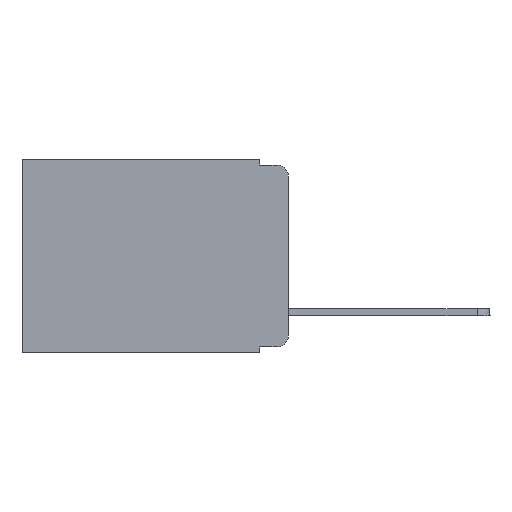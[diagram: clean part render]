
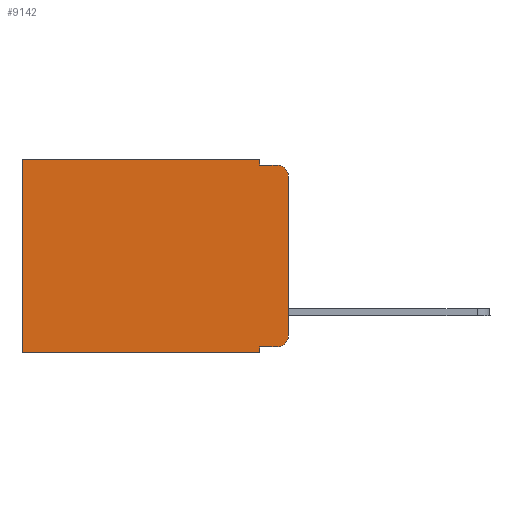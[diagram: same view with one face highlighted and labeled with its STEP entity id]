
A CAD part, left-side view. The second image highlights one B-rep face of the part: STEP entity #9142.
In plain terms, the highlighted planar face has unit normal (-1, 0, 0).
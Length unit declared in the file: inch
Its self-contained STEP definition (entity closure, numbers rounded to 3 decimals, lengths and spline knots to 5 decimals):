
#373 = CARTESIAN_POINT ( 'NONE',  ( 0.298, 0.051, -0.333 ) ) ;
#417 = LINE ( 'NONE', #9930, #8089 ) ;
#798 = CARTESIAN_POINT ( 'NONE',  ( 0.298, 0.473, 0. ) ) ;
#1016 = VERTEX_POINT ( 'NONE', #8205 ) ;
#1557 = CARTESIAN_POINT ( 'NONE',  ( 0.298, 0., -0.343 ) ) ;
#1567 = DIRECTION ( 'NONE',  ( 0., 0., -1. ) ) ;
#1660 = CARTESIAN_POINT ( 'NONE',  ( 0.298, 0.051, 0. ) ) ;
#1705 = AXIS2_PLACEMENT_3D ( 'NONE', #9392, #8549, #2776 ) ;
#1786 = EDGE_LOOP ( 'NONE', ( #6483, #6911, #3077, #5636, #8450, #4639, #7383, #7577, #9602, #4551 ) ) ;
#1821 = CARTESIAN_POINT ( 'NONE',  ( 0.298, 0.02, -0.01 ) ) ;
#1856 = CARTESIAN_POINT ( 'NONE',  ( 0.298, 0.473, 0. ) ) ;
#1886 = CIRCLE ( 'NONE', #6588, 0.02 ) ;
#2150 = VECTOR ( 'NONE', #4927, 39.37008 ) ;
#2240 = EDGE_CURVE ( 'NONE', #9728, #3131, #1886, .T. ) ;
#2421 = EDGE_CURVE ( 'NONE', #8530, #3131, #6040, .T. ) ;
#2579 = CARTESIAN_POINT ( 'NONE',  ( 0.298, 0., -0.313 ) ) ;
#2760 = CARTESIAN_POINT ( 'NONE',  ( 0.298, 0., 0. ) ) ;
#2776 = DIRECTION ( 'NONE',  ( 0., 0., -1. ) ) ;
#2777 = CARTESIAN_POINT ( 'NONE',  ( 0.298, 0.051, -0.343 ) ) ;
#3077 = ORIENTED_EDGE ( 'NONE', *, *, #6148, .F. ) ;
#3089 = VECTOR ( 'NONE', #6904, 39.37008 ) ;
#3131 = VERTEX_POINT ( 'NONE', #2579 ) ;
#3386 = DIRECTION ( 'NONE',  ( 0., -1., 0. ) ) ;
#3435 = VECTOR ( 'NONE', #7063, 39.37008 ) ;
#3657 = VECTOR ( 'NONE', #6260, 39.37008 ) ;
#4324 = EDGE_CURVE ( 'NONE', #1016, #9728, #5522, .T. ) ;
#4551 = ORIENTED_EDGE ( 'NONE', *, *, #2240, .T. ) ;
#4639 = ORIENTED_EDGE ( 'NONE', *, *, #8524, .T. ) ;
#4735 = AXIS2_PLACEMENT_3D ( 'NONE', #9040, #10555, #1567 ) ;
#4772 = EDGE_CURVE ( 'NONE', #8530, #7458, #5770, .T. ) ;
#4855 = CARTESIAN_POINT ( 'NONE',  ( 0.298, 0., -0.03 ) ) ;
#4888 = CARTESIAN_POINT ( 'NONE',  ( 0.298, 0.051, 0. ) ) ;
#4927 = DIRECTION ( 'NONE',  ( 0., 0., -1. ) ) ;
#5451 = DIRECTION ( 'NONE',  ( 0., 0., -1. ) ) ;
#5486 = LINE ( 'NONE', #9586, #3657 ) ;
#5522 = LINE ( 'NONE', #373, #3435 ) ;
#5558 = VERTEX_POINT ( 'NONE', #2777 ) ;
#5636 = ORIENTED_EDGE ( 'NONE', *, *, #7883, .F. ) ;
#5660 = EDGE_CURVE ( 'NONE', #10270, #9795, #5486, .T. ) ;
#5770 = CIRCLE ( 'NONE', #4735, 0.02 ) ;
#6040 = LINE ( 'NONE', #2760, #6833 ) ;
#6124 = CARTESIAN_POINT ( 'NONE',  ( 0.298, 0.051, 0. ) ) ;
#6148 = EDGE_CURVE ( 'NONE', #9283, #7458, #417, .T. ) ;
#6260 = DIRECTION ( 'NONE',  ( 0., 1., 0. ) ) ;
#6483 = ORIENTED_EDGE ( 'NONE', *, *, #2421, .F. ) ;
#6588 = AXIS2_PLACEMENT_3D ( 'NONE', #7918, #7211, #5451 ) ;
#6833 = VECTOR ( 'NONE', #8566, 39.37008 ) ;
#6846 = LINE ( 'NONE', #1660, #9431 ) ;
#6904 = DIRECTION ( 'NONE',  ( 0., 0., -1. ) ) ;
#6911 = ORIENTED_EDGE ( 'NONE', *, *, #4772, .T. ) ;
#7063 = DIRECTION ( 'NONE',  ( 0., -1., 0. ) ) ;
#7211 = DIRECTION ( 'NONE',  ( -1., 0., 0. ) ) ;
#7383 = ORIENTED_EDGE ( 'NONE', *, *, #9559, .F. ) ;
#7427 = DIRECTION ( 'NONE',  ( 0., 0., -1. ) ) ;
#7458 = VERTEX_POINT ( 'NONE', #1821 ) ;
#7464 = DIRECTION ( 'NONE',  ( 0., 1., 0. ) ) ;
#7577 = ORIENTED_EDGE ( 'NONE', *, *, #10622, .F. ) ;
#7581 = VECTOR ( 'NONE', #7464, 39.37008 ) ;
#7654 = PLANE ( 'NONE',  #1705 ) ;
#7708 = LINE ( 'NONE', #1557, #7581 ) ;
#7823 = CARTESIAN_POINT ( 'NONE',  ( 0.298, 0.051, -0.01 ) ) ;
#7883 = EDGE_CURVE ( 'NONE', #10270, #9283, #6846, .T. ) ;
#7918 = CARTESIAN_POINT ( 'NONE',  ( 0.298, 0.02, -0.313 ) ) ;
#8089 = VECTOR ( 'NONE', #3386, 39.37008 ) ;
#8205 = CARTESIAN_POINT ( 'NONE',  ( 0.298, 0.051, -0.333 ) ) ;
#8271 = LINE ( 'NONE', #798, #2150 ) ;
#8450 = ORIENTED_EDGE ( 'NONE', *, *, #5660, .T. ) ;
#8524 = EDGE_CURVE ( 'NONE', #9795, #10035, #8271, .T. ) ;
#8530 = VERTEX_POINT ( 'NONE', #4855 ) ;
#8549 = DIRECTION ( 'NONE',  ( 1., 0., 0. ) ) ;
#8566 = DIRECTION ( 'NONE',  ( 0., 0., -1. ) ) ;
#9040 = CARTESIAN_POINT ( 'NONE',  ( 0.298, 0.02, -0.03 ) ) ;
#9132 = CARTESIAN_POINT ( 'NONE',  ( 0.298, 0.02, -0.333 ) ) ;
#9142 = ADVANCED_FACE ( 'NONE', ( #9680 ), #7654, .F. ) ;
#9283 = VERTEX_POINT ( 'NONE', #7823 ) ;
#9392 = CARTESIAN_POINT ( 'NONE',  ( 0.298, 0., 0. ) ) ;
#9431 = VECTOR ( 'NONE', #7427, 39.37008 ) ;
#9559 = EDGE_CURVE ( 'NONE', #5558, #10035, #7708, .T. ) ;
#9586 = CARTESIAN_POINT ( 'NONE',  ( 0.298, 0., 0. ) ) ;
#9602 = ORIENTED_EDGE ( 'NONE', *, *, #4324, .T. ) ;
#9680 = FACE_OUTER_BOUND ( 'NONE', #1786, .T. ) ;
#9728 = VERTEX_POINT ( 'NONE', #9132 ) ;
#9740 = CARTESIAN_POINT ( 'NONE',  ( 0.298, 0.473, -0.343 ) ) ;
#9795 = VERTEX_POINT ( 'NONE', #1856 ) ;
#9849 = LINE ( 'NONE', #6124, #3089 ) ;
#9930 = CARTESIAN_POINT ( 'NONE',  ( 0.298, 0.051, -0.01 ) ) ;
#10035 = VERTEX_POINT ( 'NONE', #9740 ) ;
#10270 = VERTEX_POINT ( 'NONE', #4888 ) ;
#10555 = DIRECTION ( 'NONE',  ( -1., 0., 0. ) ) ;
#10622 = EDGE_CURVE ( 'NONE', #1016, #5558, #9849, .T. ) ;
